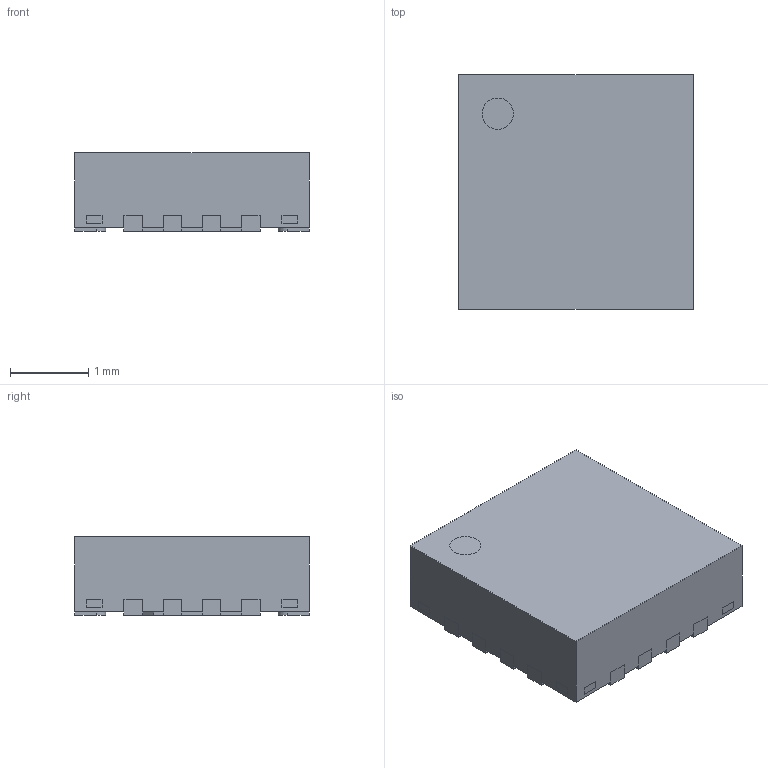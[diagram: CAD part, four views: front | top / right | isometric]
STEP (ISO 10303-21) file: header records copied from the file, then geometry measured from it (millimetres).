
FILE_DESCRIPTION(('FreeCAD Model'),'2;1');
FILE_NAME('Open CASCADE Shape Model','2026-01-14T19:29:32',(''),(''), 'Open CASCADE STEP processor 7.8','FreeCAD','Unknown');
FILE_SCHEMA(('AUTOMOTIVE_DESIGN { 1 0 10303 214 1 1 1 1 }'));
Length unit declared in the file: millimetre
Products named in the file (25): Assembly; RGT039; RGT16; RGT017; RGT018; RGT019; RGT020; RGT021; RGT022; RGT023; RGT024; RGT025; RGT026; RGT027; RGT028; RGT029; RGT030; RGT031; RGT032; RGT033; RGT034; RGT035; RGT036; RGT037; RGT038
Assembly tree (24 placements, depth 3):
  Assembly
    RGT039
      RGT16
      RGT017
      RGT018
      RGT019
      RGT020
      RGT021
      RGT022
      RGT023
      RGT024
      RGT025
      RGT026
      RGT027
      RGT028
      RGT029
      RGT030
      RGT031
      RGT032
      RGT033
      RGT034
      RGT035
      RGT036
      RGT037
      RGT038
Bounding box: 3 x 3 x 1 mm (x, y, z)
Volume: 8.8 mm3; surface area: 48.4 mm2
Topology: 23 solids, 23 shells, 250 faces, 606 edges, 404 vertices
Faces by surface type: plane 206, cylinder 44
Entity records: 7886 total; most frequent: CARTESIAN_POINT 1285, DIRECTION 1244, ORIENTED_EDGE 1212, EDGE_CURVE 606, LINE 518, VECTOR 518, VERTEX_POINT 404, AXIS2_PLACEMENT_3D 363
